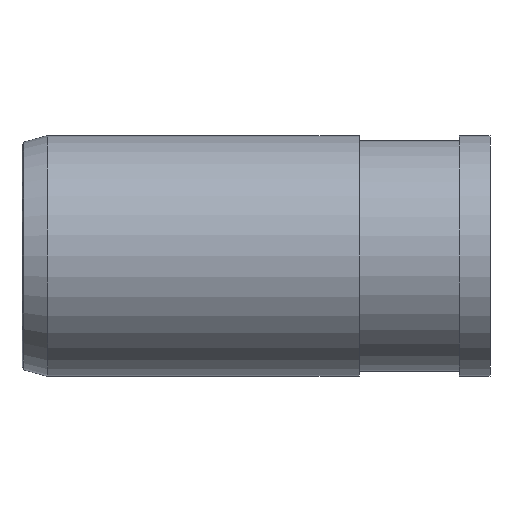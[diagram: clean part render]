
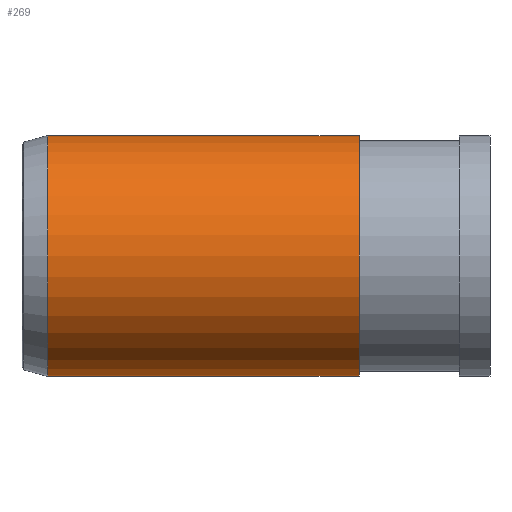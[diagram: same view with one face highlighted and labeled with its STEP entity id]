
A CAD part, front view. The second image highlights one B-rep face of the part: STEP entity #269.
In plain terms, the highlighted cylindrical face has radius 60 mm (diameter 120 mm), a full revolution.
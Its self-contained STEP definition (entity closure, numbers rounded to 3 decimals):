
#269=ADVANCED_FACE('',(#470,#472),#474,.T.);
#470=FACE_OUTER_BOUND('',#471,.T.);
#471=EDGE_LOOP('',(#569));
#472=FACE_OUTER_BOUND('',#473,.T.);
#473=EDGE_LOOP('',(#570));
#474=CYLINDRICAL_SURFACE('',#475,60.);
#475=AXIS2_PLACEMENT_3D('',#476,#477,#478);
#476=CARTESIAN_POINT('',(-33.9,0.,0.));
#477=DIRECTION('',(-1.,0.,0.));
#478=DIRECTION('',(0.,0.,1.));
#569=ORIENTED_EDGE('',*,*,#616,.T.);
#570=ORIENTED_EDGE('',*,*,#615,.F.);
#615=EDGE_CURVE('',#693,#693,#694,.T.);
#616=EDGE_CURVE('',#695,#695,#696,.T.);
#693=VERTEX_POINT('',#1075);
#694=CIRCLE('',#1076,60.);
#695=VERTEX_POINT('',#1080);
#696=CIRCLE('',#1081,60.);
#1075=CARTESIAN_POINT('',(-189.,0.,60.));
#1076=AXIS2_PLACEMENT_3D('',#1077,#1078,#1079);
#1077=CARTESIAN_POINT('',(-189.,0.,0.));
#1078=DIRECTION('',(-1.,0.,0.));
#1079=DIRECTION('',(0.,0.,1.));
#1080=CARTESIAN_POINT('',(-33.9,0.,60.));
#1081=AXIS2_PLACEMENT_3D('',#1082,#1083,#1084);
#1082=CARTESIAN_POINT('',(-33.9,0.,0.));
#1083=DIRECTION('',(-1.,0.,0.));
#1084=DIRECTION('',(0.,0.,1.));
